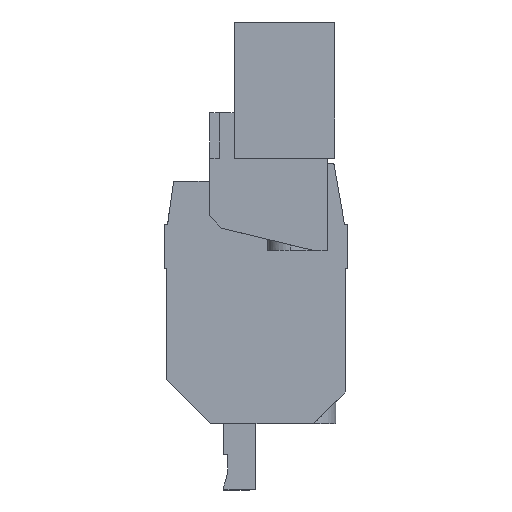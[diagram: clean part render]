
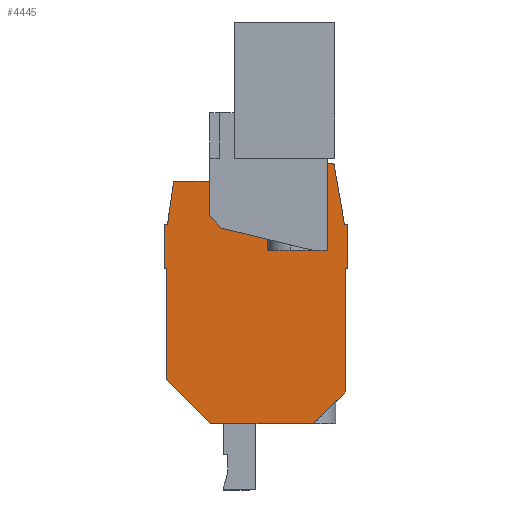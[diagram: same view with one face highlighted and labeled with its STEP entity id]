
A CAD part, left-side view. The second image highlights one B-rep face of the part: STEP entity #4445.
In plain terms, the highlighted planar face has unit normal (-1, 0, 0).
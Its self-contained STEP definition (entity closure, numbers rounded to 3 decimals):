
#4413=AXIS2_PLACEMENT_3D('Plane Axis2P3D',#4410,#4411,#4412) ;
#190=CARTESIAN_POINT('Vertex',(7.17,20.6,24.793)) ;
#193=CARTESIAN_POINT('Line Origine',(7.17,20.6,27.293)) ;
#197=CARTESIAN_POINT('Vertex',(7.17,20.6,29.793)) ;
#297=CARTESIAN_POINT('Line Origine',(7.17,20.405,29.793)) ;
#301=CARTESIAN_POINT('Vertex',(7.17,20.21,29.793)) ;
#707=CARTESIAN_POINT('Vertex',(7.17,0.3,10.986)) ;
#710=CARTESIAN_POINT('Line Origine',(7.17,2.093,9.193)) ;
#714=CARTESIAN_POINT('Vertex',(7.17,3.886,7.4)) ;
#742=CARTESIAN_POINT('Vertex',(7.17,0.3,24.793)) ;
#745=CARTESIAN_POINT('Line Origine',(7.17,0.3,17.889)) ;
#854=CARTESIAN_POINT('Vertex',(7.17,0.,24.793)) ;
#857=CARTESIAN_POINT('Line Origine',(7.17,0.15,24.793)) ;
#935=CARTESIAN_POINT('Vertex',(7.17,0.,29.793)) ;
#938=CARTESIAN_POINT('Line Origine',(7.17,0.,27.293)) ;
#2538=CARTESIAN_POINT('Vertex',(7.17,20.3,24.793)) ;
#2541=CARTESIAN_POINT('Line Origine',(7.17,20.45,24.793)) ;
#2570=CARTESIAN_POINT('Vertex',(7.17,20.3,12.336)) ;
#2573=CARTESIAN_POINT('Line Origine',(7.17,20.3,18.564)) ;
#2882=CARTESIAN_POINT('Vertex',(7.17,15.364,7.4)) ;
#2885=CARTESIAN_POINT('Line Origine',(7.17,17.832,9.868)) ;
#3007=CARTESIAN_POINT('Vertex',(7.17,0.38,29.793)) ;
#3010=CARTESIAN_POINT('Line Origine',(7.17,0.19,29.793)) ;
#3068=CARTESIAN_POINT('Vertex',(7.17,1.58,36.6)) ;
#3071=CARTESIAN_POINT('Line Origine',(7.17,0.98,33.197)) ;
#3158=CARTESIAN_POINT('Line Origine',(7.17,9.625,7.4)) ;
#4096=CARTESIAN_POINT('Vertex',(7.17,12.7,36.6)) ;
#4099=CARTESIAN_POINT('Line Origine',(7.17,7.14,36.6)) ;
#4390=CARTESIAN_POINT('Line Origine',(7.17,19.872,32.197)) ;
#4394=CARTESIAN_POINT('Vertex',(7.17,19.535,34.6)) ;
#4410=CARTESIAN_POINT('Axis2P3D Location',(7.17,15.35,8.093)) ;
#4415=CARTESIAN_POINT('Line Origine',(7.17,16.117,34.6)) ;
#4419=CARTESIAN_POINT('Vertex',(7.17,12.7,34.6)) ;
#4422=CARTESIAN_POINT('Line Origine',(7.17,12.7,35.6)) ;
#194=DIRECTION('Vector Direction',(0.,0.,1.)) ;
#298=DIRECTION('Vector Direction',(0.,-1.,0.)) ;
#711=DIRECTION('Vector Direction',(0.,0.707,-0.707)) ;
#746=DIRECTION('Vector Direction',(0.,0.,1.)) ;
#858=DIRECTION('Vector Direction',(0.,1.,0.)) ;
#939=DIRECTION('Vector Direction',(0.,0.,-1.)) ;
#2542=DIRECTION('Vector Direction',(0.,1.,0.)) ;
#2574=DIRECTION('Vector Direction',(0.,0.,1.)) ;
#2886=DIRECTION('Vector Direction',(0.,0.707,0.707)) ;
#3011=DIRECTION('Vector Direction',(0.,-1.,0.)) ;
#3072=DIRECTION('Vector Direction',(0.,0.174,0.985)) ;
#3159=DIRECTION('Vector Direction',(0.,1.,0.)) ;
#4100=DIRECTION('Vector Direction',(0.,1.,0.)) ;
#4391=DIRECTION('Vector Direction',(0.,-0.139,0.99)) ;
#4411=DIRECTION('Axis2P3D Direction',(-1.,0.,0.)) ;
#4412=DIRECTION('Axis2P3D XDirection',(0.,-1.,0.)) ;
#4416=DIRECTION('Vector Direction',(0.,-1.,0.)) ;
#4423=DIRECTION('Vector Direction',(0.,0.,-1.)) ;
#195=VECTOR('Line Direction',#194,1.) ;
#299=VECTOR('Line Direction',#298,1.) ;
#712=VECTOR('Line Direction',#711,1.) ;
#747=VECTOR('Line Direction',#746,1.) ;
#859=VECTOR('Line Direction',#858,1.) ;
#940=VECTOR('Line Direction',#939,1.) ;
#2543=VECTOR('Line Direction',#2542,1.) ;
#2575=VECTOR('Line Direction',#2574,1.) ;
#2887=VECTOR('Line Direction',#2886,1.) ;
#3012=VECTOR('Line Direction',#3011,1.) ;
#3073=VECTOR('Line Direction',#3072,1.) ;
#3160=VECTOR('Line Direction',#3159,1.) ;
#4101=VECTOR('Line Direction',#4100,1.) ;
#4392=VECTOR('Line Direction',#4391,1.) ;
#4417=VECTOR('Line Direction',#4416,1.) ;
#4424=VECTOR('Line Direction',#4423,1.) ;
#4428=ORIENTED_EDGE('',*,*,#4421,.F.) ;
#4429=ORIENTED_EDGE('',*,*,#4396,.F.) ;
#4430=ORIENTED_EDGE('',*,*,#303,.F.) ;
#4431=ORIENTED_EDGE('',*,*,#199,.F.) ;
#4432=ORIENTED_EDGE('',*,*,#2545,.F.) ;
#4433=ORIENTED_EDGE('',*,*,#2577,.F.) ;
#4434=ORIENTED_EDGE('',*,*,#2889,.F.) ;
#4435=ORIENTED_EDGE('',*,*,#3162,.F.) ;
#4436=ORIENTED_EDGE('',*,*,#716,.F.) ;
#4437=ORIENTED_EDGE('',*,*,#749,.T.) ;
#4438=ORIENTED_EDGE('',*,*,#861,.F.) ;
#4439=ORIENTED_EDGE('',*,*,#942,.F.) ;
#4440=ORIENTED_EDGE('',*,*,#3014,.F.) ;
#4441=ORIENTED_EDGE('',*,*,#3075,.T.) ;
#4442=ORIENTED_EDGE('',*,*,#4103,.T.) ;
#4443=ORIENTED_EDGE('',*,*,#4426,.T.) ;
#4445=ADVANCED_FACE('HOUSING',(#4444),#4414,.T.) ;
#199=EDGE_CURVE('',#191,#198,#196,.T.) ;
#303=EDGE_CURVE('',#198,#302,#300,.T.) ;
#716=EDGE_CURVE('',#708,#715,#713,.T.) ;
#749=EDGE_CURVE('',#708,#743,#748,.T.) ;
#861=EDGE_CURVE('',#855,#743,#860,.T.) ;
#942=EDGE_CURVE('',#936,#855,#941,.T.) ;
#2545=EDGE_CURVE('',#2539,#191,#2544,.T.) ;
#2577=EDGE_CURVE('',#2571,#2539,#2576,.T.) ;
#2889=EDGE_CURVE('',#2883,#2571,#2888,.T.) ;
#3014=EDGE_CURVE('',#3008,#936,#3013,.T.) ;
#3075=EDGE_CURVE('',#3008,#3069,#3074,.T.) ;
#3162=EDGE_CURVE('',#715,#2883,#3161,.T.) ;
#4103=EDGE_CURVE('',#3069,#4097,#4102,.T.) ;
#4396=EDGE_CURVE('',#302,#4395,#4393,.T.) ;
#4421=EDGE_CURVE('',#4395,#4420,#4418,.T.) ;
#4426=EDGE_CURVE('',#4097,#4420,#4425,.T.) ;
#4427=EDGE_LOOP('',(#4428,#4429,#4430,#4431,#4432,#4433,#4434,#4435,#4436,#4437,#4438,#4439,#4440,#4441,#4442,#4443)) ;
#4444=FACE_OUTER_BOUND('',#4427,.T.) ;
#196=LINE('Line',#193,#195) ;
#300=LINE('Line',#297,#299) ;
#713=LINE('Line',#710,#712) ;
#748=LINE('Line',#745,#747) ;
#860=LINE('Line',#857,#859) ;
#941=LINE('Line',#938,#940) ;
#2544=LINE('Line',#2541,#2543) ;
#2576=LINE('Line',#2573,#2575) ;
#2888=LINE('Line',#2885,#2887) ;
#3013=LINE('Line',#3010,#3012) ;
#3074=LINE('Line',#3071,#3073) ;
#3161=LINE('Line',#3158,#3160) ;
#4102=LINE('Line',#4099,#4101) ;
#4393=LINE('Line',#4390,#4392) ;
#4418=LINE('Line',#4415,#4417) ;
#4425=LINE('Line',#4422,#4424) ;
#4414=PLANE('',#4413) ;
#191=VERTEX_POINT('',#190) ;
#198=VERTEX_POINT('',#197) ;
#302=VERTEX_POINT('',#301) ;
#708=VERTEX_POINT('',#707) ;
#715=VERTEX_POINT('',#714) ;
#743=VERTEX_POINT('',#742) ;
#855=VERTEX_POINT('',#854) ;
#936=VERTEX_POINT('',#935) ;
#2539=VERTEX_POINT('',#2538) ;
#2571=VERTEX_POINT('',#2570) ;
#2883=VERTEX_POINT('',#2882) ;
#3008=VERTEX_POINT('',#3007) ;
#3069=VERTEX_POINT('',#3068) ;
#4097=VERTEX_POINT('',#4096) ;
#4395=VERTEX_POINT('',#4394) ;
#4420=VERTEX_POINT('',#4419) ;
